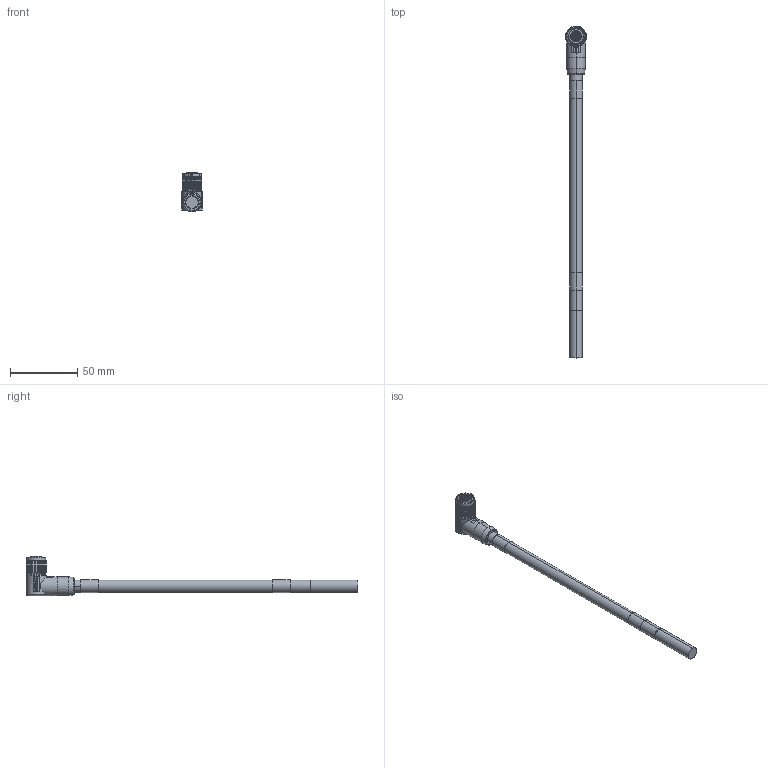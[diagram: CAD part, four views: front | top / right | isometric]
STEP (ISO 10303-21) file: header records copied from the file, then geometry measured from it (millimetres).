
FILE_DESCRIPTION((''),'2;1');
FILE_NAME('1430336','2014-03-13T',('ascheerer'),(''),'PRO/ENGINEER BY PARAMETRIC TECHNOLOGY CORPORATION, 2012480','PRO/ENGINEER BY PARAMETRIC TECHNOLOGY CORPORATION, 2012480','');
FILE_SCHEMA(('AUTOMOTIVE_DESIGN { 1 0 10303 214 1 1 1 1 }'));
Length unit declared in the file: millimetre
Products named in the file (1): 1430336
Bounding box: 15.4 x 246.9 x 29.65 mm (x, y, z)
Volume: 21695.7 mm3; surface area: 9916.1 mm2
Topology: 1 solids, 1 shells, 811 faces, 2150 edges, 1430 vertices
Faces by surface type: plane 433, cylinder 198, extrusion 64, bspline 45, cone 39, torus 30, sphere 2
Entity records: 30182 total; most frequent: CARTESIAN_POINT 10251, ORIENTED_EDGE 4300, DIRECTION 3694, EDGE_CURVE 2150, VECTOR 1434, VERTEX_POINT 1430, LINE 1370, AXIS2_PLACEMENT_3D 1130
